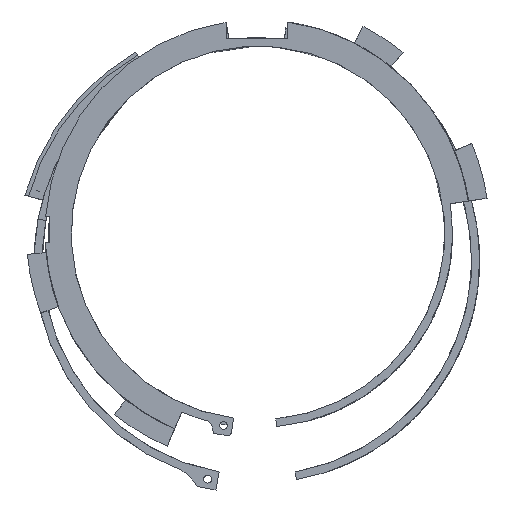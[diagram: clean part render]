
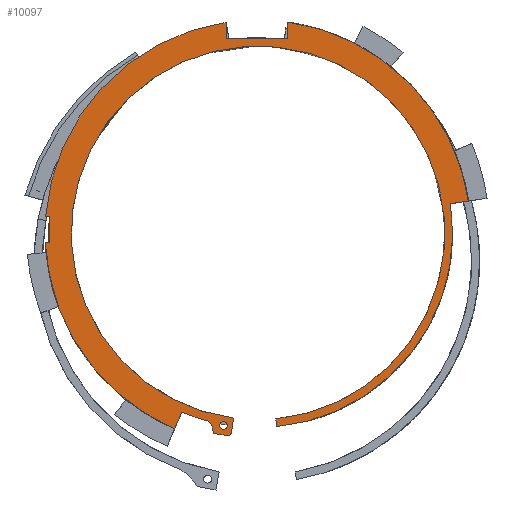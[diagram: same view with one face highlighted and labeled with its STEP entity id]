
A CAD part, front view. The second image highlights one B-rep face of the part: STEP entity #10097.
In plain terms, the highlighted planar face has unit normal (0, -1, 0).
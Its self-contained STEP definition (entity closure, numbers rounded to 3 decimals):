
#171=FACE_BOUND('',#1625,.T.);
#650=PLANE('',#10809);
#1042=FACE_OUTER_BOUND('',#1624,.T.);
#1624=EDGE_LOOP('',(#7718,#7719,#7720,#7721,#7722,#7723,#7724,#7725,#7726,
#7727,#7728,#7729,#7730,#7731,#7732,#7733,#7734,#7735,#7736));
#1625=EDGE_LOOP('',(#7737));
#2272=LINE('',#16129,#3093);
#2286=LINE('',#16644,#3107);
#2292=LINE('',#16699,#3113);
#2293=LINE('',#16703,#3114);
#2294=LINE('',#16705,#3115);
#2295=LINE('',#16707,#3116);
#2296=LINE('',#16711,#3117);
#2297=LINE('',#16713,#3118);
#2298=LINE('',#16715,#3119);
#2299=LINE('',#16719,#3120);
#2300=LINE('',#16725,#3121);
#3093=VECTOR('',#12263,10.);
#3107=VECTOR('',#12291,10.);
#3113=VECTOR('',#12347,10.);
#3114=VECTOR('',#12350,10.);
#3115=VECTOR('',#12351,10.);
#3116=VECTOR('',#12352,10.);
#3117=VECTOR('',#12355,10.);
#3118=VECTOR('',#12356,10.);
#3119=VECTOR('',#12357,10.);
#3120=VECTOR('',#12360,10.);
#3121=VECTOR('',#12365,10.);
#3764=CIRCLE('',#10784,50.);
#3786=CIRCLE('',#10810,52.1);
#3787=CIRCLE('',#10811,57.);
#3788=CIRCLE('',#10812,57.);
#3789=CIRCLE('',#10813,57.);
#3790=CIRCLE('',#10814,52.1);
#3791=CIRCLE('',#10815,5.371);
#3792=CIRCLE('',#10816,1.);
#3793=CIRCLE('',#10817,1.05);
#4393=VERTEX_POINT('',#16127);
#4394=VERTEX_POINT('',#16128);
#4408=VERTEX_POINT('',#16203);
#4432=VERTEX_POINT('',#16641);
#4456=VERTEX_POINT('',#16696);
#4457=VERTEX_POINT('',#16698);
#4458=VERTEX_POINT('',#16700);
#4459=VERTEX_POINT('',#16702);
#4460=VERTEX_POINT('',#16704);
#4461=VERTEX_POINT('',#16706);
#4462=VERTEX_POINT('',#16708);
#4463=VERTEX_POINT('',#16710);
#4464=VERTEX_POINT('',#16712);
#4465=VERTEX_POINT('',#16714);
#4466=VERTEX_POINT('',#16716);
#4467=VERTEX_POINT('',#16718);
#4468=VERTEX_POINT('',#16720);
#4469=VERTEX_POINT('',#16722);
#4470=VERTEX_POINT('',#16724);
#4471=VERTEX_POINT('',#16727);
#5599=EDGE_CURVE('',#4393,#4394,#2272,.T.);
#5617=EDGE_CURVE('',#4393,#4408,#3764,.T.);
#5642=EDGE_CURVE('',#4408,#4432,#2286,.T.);
#5669=EDGE_CURVE('',#4456,#4432,#3786,.F.);
#5670=EDGE_CURVE('',#4456,#4457,#2292,.T.);
#5671=EDGE_CURVE('',#4458,#4457,#3787,.T.);
#5672=EDGE_CURVE('',#4458,#4459,#2293,.T.);
#5673=EDGE_CURVE('',#4459,#4460,#2294,.T.);
#5674=EDGE_CURVE('',#4460,#4461,#2295,.T.);
#5675=EDGE_CURVE('',#4462,#4461,#3788,.T.);
#5676=EDGE_CURVE('',#4462,#4463,#2296,.T.);
#5677=EDGE_CURVE('',#4463,#4464,#2297,.T.);
#5678=EDGE_CURVE('',#4464,#4465,#2298,.T.);
#5679=EDGE_CURVE('',#4466,#4465,#3789,.T.);
#5680=EDGE_CURVE('',#4467,#4466,#2299,.T.);
#5681=EDGE_CURVE('',#4468,#4467,#3790,.F.);
#5682=EDGE_CURVE('',#4468,#4469,#3791,.T.);
#5683=EDGE_CURVE('',#4469,#4470,#2300,.T.);
#5684=EDGE_CURVE('',#4394,#4470,#3792,.T.);
#5685=EDGE_CURVE('',#4471,#4471,#3793,.T.);
#7718=ORIENTED_EDGE('',*,*,#5599,.F.);
#7719=ORIENTED_EDGE('',*,*,#5617,.T.);
#7720=ORIENTED_EDGE('',*,*,#5642,.T.);
#7721=ORIENTED_EDGE('',*,*,#5669,.F.);
#7722=ORIENTED_EDGE('',*,*,#5670,.T.);
#7723=ORIENTED_EDGE('',*,*,#5671,.F.);
#7724=ORIENTED_EDGE('',*,*,#5672,.T.);
#7725=ORIENTED_EDGE('',*,*,#5673,.T.);
#7726=ORIENTED_EDGE('',*,*,#5674,.T.);
#7727=ORIENTED_EDGE('',*,*,#5675,.F.);
#7728=ORIENTED_EDGE('',*,*,#5676,.T.);
#7729=ORIENTED_EDGE('',*,*,#5677,.T.);
#7730=ORIENTED_EDGE('',*,*,#5678,.T.);
#7731=ORIENTED_EDGE('',*,*,#5679,.F.);
#7732=ORIENTED_EDGE('',*,*,#5680,.F.);
#7733=ORIENTED_EDGE('',*,*,#5681,.F.);
#7734=ORIENTED_EDGE('',*,*,#5682,.T.);
#7735=ORIENTED_EDGE('',*,*,#5683,.T.);
#7736=ORIENTED_EDGE('',*,*,#5684,.F.);
#7737=ORIENTED_EDGE('',*,*,#5685,.T.);
#10097=ADVANCED_FACE('',(#1042,#171),#650,.F.);
#10784=AXIS2_PLACEMENT_3D('',#16205,#12284,#12285);
#10809=AXIS2_PLACEMENT_3D('',#16695,#12343,#12344);
#10810=AXIS2_PLACEMENT_3D('',#16697,#12345,#12346);
#10811=AXIS2_PLACEMENT_3D('',#16701,#12348,#12349);
#10812=AXIS2_PLACEMENT_3D('',#16709,#12353,#12354);
#10813=AXIS2_PLACEMENT_3D('',#16717,#12358,#12359);
#10814=AXIS2_PLACEMENT_3D('',#16721,#12361,#12362);
#10815=AXIS2_PLACEMENT_3D('',#16723,#12363,#12364);
#10816=AXIS2_PLACEMENT_3D('',#16726,#12366,#12367);
#10817=AXIS2_PLACEMENT_3D('',#16728,#12368,#12369);
#12263=DIRECTION('',(-0.132,0.,-0.991));
#12284=DIRECTION('center_axis',(0.,1.,0.));
#12285=DIRECTION('ref_axis',(-0.132,0.,-0.991));
#12291=DIRECTION('',(0.095,0.,-0.995));
#12343=DIRECTION('center_axis',(0.,1.,0.));
#12344=DIRECTION('ref_axis',(0.,0.,1.));
#12345=DIRECTION('center_axis',(0.,-1.,0.));
#12346=DIRECTION('ref_axis',(-0.132,0.,-0.991));
#12347=DIRECTION('',(0.989,0.,0.15));
#12348=DIRECTION('center_axis',(0.,1.,0.));
#12349=DIRECTION('ref_axis',(-0.392,0.,-0.92));
#12350=DIRECTION('',(0.,0.,-1.));
#12351=DIRECTION('',(-1.,0.,0.));
#12352=DIRECTION('',(0.,0.,1.));
#12353=DIRECTION('center_axis',(0.,1.,0.));
#12354=DIRECTION('ref_axis',(-0.392,0.,-0.92));
#12355=DIRECTION('',(1.,0.,0.));
#12356=DIRECTION('',(0.,0.,-1.));
#12357=DIRECTION('',(-1.,0.,0.));
#12358=DIRECTION('center_axis',(0.,1.,0.));
#12359=DIRECTION('ref_axis',(-0.392,0.,-0.92));
#12360=DIRECTION('',(-0.392,0.,-0.92));
#12361=DIRECTION('center_axis',(0.,-1.,0.));
#12362=DIRECTION('ref_axis',(-0.132,0.,-0.991));
#12363=DIRECTION('center_axis',(0.,1.,0.));
#12364=DIRECTION('ref_axis',(0.756,0.,0.654));
#12365=DIRECTION('',(0.99,0.,-0.143));
#12366=DIRECTION('center_axis',(0.,1.,0.));
#12367=DIRECTION('ref_axis',(0.603,0.,-0.798));
#12368=DIRECTION('center_axis',(0.,1.,0.));
#12369=DIRECTION('ref_axis',(-1.,0.,0.));
#16127=CARTESIAN_POINT('',(-6.582,0.,-49.565));
#16128=CARTESIAN_POINT('',(-7.087,0.,-53.364));
#16129=CARTESIAN_POINT('',(-6.582,0.,-49.565));
#16203=CARTESIAN_POINT('',(4.761,0.,-49.773));
#16205=CARTESIAN_POINT('Origin',(0.,0.,0.));
#16641=CARTESIAN_POINT('',(4.961,0.,-51.863));
#16644=CARTESIAN_POINT('',(4.761,0.,-49.773));
#16695=CARTESIAN_POINT('Origin',(0.917,0.,49.992));
#16696=CARTESIAN_POINT('',(51.513,0.,7.799));
#16697=CARTESIAN_POINT('Origin',(0.,0.,0.));
#16698=CARTESIAN_POINT('',(56.358,0.,8.532));
#16699=CARTESIAN_POINT('',(51.414,0.,7.784));
#16700=CARTESIAN_POINT('',(8.,0.,56.436));
#16701=CARTESIAN_POINT('Origin',(0.,0.,0.));
#16702=CARTESIAN_POINT('',(8.,0.,52.09));
#16703=CARTESIAN_POINT('',(8.,0.,53.591));
#16704=CARTESIAN_POINT('',(-8.555,0.,52.09));
#16705=CARTESIAN_POINT('',(0.32,0.,52.09));
#16706=CARTESIAN_POINT('',(-8.555,0.,56.354));
#16707=CARTESIAN_POINT('',(-8.555,0.,53.591));
#16708=CARTESIAN_POINT('',(-56.828,0.,4.424));
#16709=CARTESIAN_POINT('Origin',(0.,0.,0.));
#16710=CARTESIAN_POINT('',(-55.824,0.,4.424));
#16711=CARTESIAN_POINT('',(-44.475,0.,4.424));
#16712=CARTESIAN_POINT('',(-55.824,0.,-2.576));
#16713=CARTESIAN_POINT('',(-55.824,0.,21.012));
#16714=CARTESIAN_POINT('',(-56.942,0.,-2.576));
#16715=CARTESIAN_POINT('',(-44.475,0.,-2.576));
#16716=CARTESIAN_POINT('',(-22.319,0.,-52.449));
#16717=CARTESIAN_POINT('Origin',(0.,0.,0.));
#16718=CARTESIAN_POINT('',(-20.4,0.,-47.94));
#16719=CARTESIAN_POINT('',(-20.361,0.,-47.848));
#16720=CARTESIAN_POINT('',(-13.236,0.,-50.391));
#16721=CARTESIAN_POINT('Origin',(0.,0.,0.));
#16722=CARTESIAN_POINT('',(-11.932,0.,-53.685));
#16723=CARTESIAN_POINT('Origin',(-17.299,0.,
-53.904));
#16724=CARTESIAN_POINT('',(-8.221,0.,-54.222));
#16725=CARTESIAN_POINT('',(-11.932,0.,-53.685));
#16726=CARTESIAN_POINT('Origin',(-8.078,0.,-53.232));
#16727=CARTESIAN_POINT('',(-8.163,0.,-51.536));
#16728=CARTESIAN_POINT('Origin',(-9.213,0.,-51.536));
